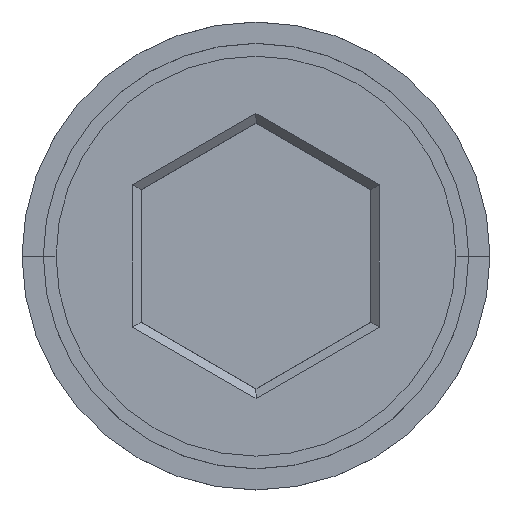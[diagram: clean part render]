
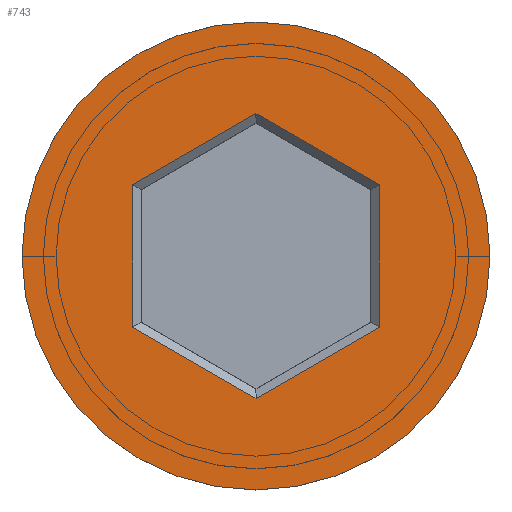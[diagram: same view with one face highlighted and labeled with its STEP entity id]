
A CAD part, top view. The second image highlights one B-rep face of the part: STEP entity #743.
In plain terms, the highlighted planar face has unit normal (0, 0, 1).
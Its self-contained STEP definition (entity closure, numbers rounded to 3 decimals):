
#2 = ORIENTED_EDGE ( 'NONE', *, *, #655, .T. ) ;
#93 = DIRECTION ( 'NONE',  ( 0.866, 0.5, 0. ) ) ;
#100 = LINE ( 'NONE', #218, #754 ) ;
#109 = DIRECTION ( 'NONE',  ( 0., 0., 1. ) ) ;
#138 = FACE_BOUND ( 'NONE', #676, .T. ) ;
#184 = VECTOR ( 'NONE', #1433, 1000. ) ;
#186 = VECTOR ( 'NONE', #853, 1000. ) ;
#203 = LINE ( 'NONE', #1100, #781 ) ;
#218 = CARTESIAN_POINT ( 'NONE',  ( -2.8, -1.732, 0. ) ) ;
#227 = CIRCLE ( 'NONE', #847, 5.5 ) ;
#238 = EDGE_CURVE ( 'NONE', #669, #971, #983, .T. ) ;
#244 = ORIENTED_EDGE ( 'NONE', *, *, #691, .T. ) ;
#312 = ORIENTED_EDGE ( 'NONE', *, *, #1045, .T. ) ;
#381 = DIRECTION ( 'NONE',  ( 0., 0., 1. ) ) ;
#415 = VERTEX_POINT ( 'NONE', #1270 ) ;
#420 = CIRCLE ( 'NONE', #520, 5.5 ) ;
#424 = CARTESIAN_POINT ( 'NONE',  ( 2.9, -1.674, 0. ) ) ;
#450 = EDGE_CURVE ( 'NONE', #415, #815, #227, .T. ) ;
#470 = AXIS2_PLACEMENT_3D ( 'NONE', #1391, #1378, #598 ) ;
#482 = ORIENTED_EDGE ( 'NONE', *, *, #238, .T. ) ;
#504 = FACE_OUTER_BOUND ( 'NONE', #573, .T. ) ;
#511 = LINE ( 'NONE', #1313, #186 ) ;
#520 = AXIS2_PLACEMENT_3D ( 'NONE', #673, #109, #1041 ) ;
#522 = DIRECTION ( 'NONE',  ( 0.866, -0.5, 0. ) ) ;
#569 = LINE ( 'NONE', #898, #184 ) ;
#573 = EDGE_LOOP ( 'NONE', ( #873, #244 ) ) ;
#598 = DIRECTION ( 'NONE',  ( 1., 0., 0. ) ) ;
#605 = CARTESIAN_POINT ( 'NONE',  ( 0., -3.349, 0. ) ) ;
#619 = CARTESIAN_POINT ( 'NONE',  ( 2.9, 1.674, 0. ) ) ;
#655 = EDGE_CURVE ( 'NONE', #971, #1370, #569, .T. ) ;
#666 = CARTESIAN_POINT ( 'NONE',  ( 0., 3.349, 0. ) ) ;
#669 = VERTEX_POINT ( 'NONE', #666 ) ;
#673 = CARTESIAN_POINT ( 'NONE',  ( 0., 0., 0. ) ) ;
#676 = EDGE_LOOP ( 'NONE', ( #887, #698, #312, #482, #2, #904 ) ) ;
#691 = EDGE_CURVE ( 'NONE', #815, #415, #420, .T. ) ;
#698 = ORIENTED_EDGE ( 'NONE', *, *, #761, .T. ) ;
#720 = CARTESIAN_POINT ( 'NONE',  ( 0., 0., 0. ) ) ;
#727 = CARTESIAN_POINT ( 'NONE',  ( -2.9, -1.674, 0. ) ) ;
#743 = ADVANCED_FACE ( 'NONE', ( #138, #504 ), #1175, .T. ) ;
#754 = VECTOR ( 'NONE', #908, 1000. ) ;
#760 = VERTEX_POINT ( 'NONE', #605 ) ;
#761 = EDGE_CURVE ( 'NONE', #790, #1114, #946, .T. ) ;
#772 = CARTESIAN_POINT ( 'NONE',  ( 2.8, 1.732, 0. ) ) ;
#781 = VECTOR ( 'NONE', #93, 1000. ) ;
#790 = VERTEX_POINT ( 'NONE', #727 ) ;
#815 = VERTEX_POINT ( 'NONE', #927 ) ;
#822 = CARTESIAN_POINT ( 'NONE',  ( -2.9, 1.559, 0. ) ) ;
#847 = AXIS2_PLACEMENT_3D ( 'NONE', #720, #381, #941 ) ;
#853 = DIRECTION ( 'NONE',  ( -0.866, -0.5, 0. ) ) ;
#873 = ORIENTED_EDGE ( 'NONE', *, *, #450, .T. ) ;
#887 = ORIENTED_EDGE ( 'NONE', *, *, #1087, .T. ) ;
#898 = CARTESIAN_POINT ( 'NONE',  ( 2.9, -1.559, 0. ) ) ;
#904 = ORIENTED_EDGE ( 'NONE', *, *, #974, .T. ) ;
#908 = DIRECTION ( 'NONE',  ( -0.866, 0.5, 0. ) ) ;
#927 = CARTESIAN_POINT ( 'NONE',  ( -5.5, 0., 0. ) ) ;
#941 = DIRECTION ( 'NONE',  ( 1., 0., 0. ) ) ;
#946 = LINE ( 'NONE', #822, #1333 ) ;
#971 = VERTEX_POINT ( 'NONE', #619 ) ;
#974 = EDGE_CURVE ( 'NONE', #1370, #760, #511, .T. ) ;
#983 = LINE ( 'NONE', #772, #1009 ) ;
#1009 = VECTOR ( 'NONE', #522, 1000. ) ;
#1039 = CARTESIAN_POINT ( 'NONE',  ( -2.9, 1.674, 0. ) ) ;
#1041 = DIRECTION ( 'NONE',  ( 1., 0., 0. ) ) ;
#1045 = EDGE_CURVE ( 'NONE', #1114, #669, #203, .T. ) ;
#1087 = EDGE_CURVE ( 'NONE', #760, #790, #100, .T. ) ;
#1100 = CARTESIAN_POINT ( 'NONE',  ( -0.1, 3.291, 0. ) ) ;
#1114 = VERTEX_POINT ( 'NONE', #1039 ) ;
#1175 = PLANE ( 'NONE',  #470 ) ;
#1260 = DIRECTION ( 'NONE',  ( 0., 1., 0. ) ) ;
#1270 = CARTESIAN_POINT ( 'NONE',  ( 5.5, 0., 0. ) ) ;
#1313 = CARTESIAN_POINT ( 'NONE',  ( 0.1, -3.291, 0. ) ) ;
#1333 = VECTOR ( 'NONE', #1260, 1000. ) ;
#1370 = VERTEX_POINT ( 'NONE', #424 ) ;
#1378 = DIRECTION ( 'NONE',  ( 0., 0., 1. ) ) ;
#1391 = CARTESIAN_POINT ( 'NONE',  ( 0., 0., 0. ) ) ;
#1433 = DIRECTION ( 'NONE',  ( 0., -1., 0. ) ) ;
